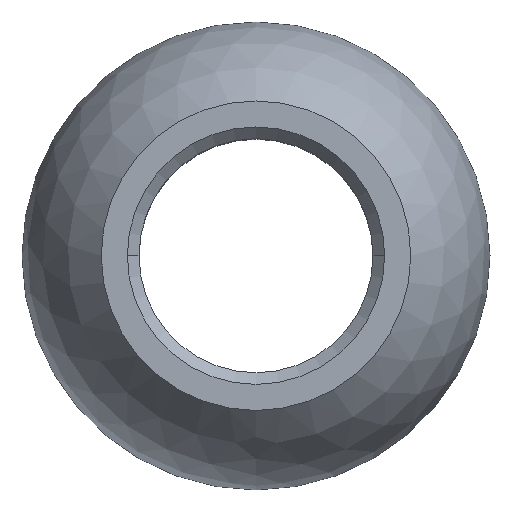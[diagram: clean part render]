
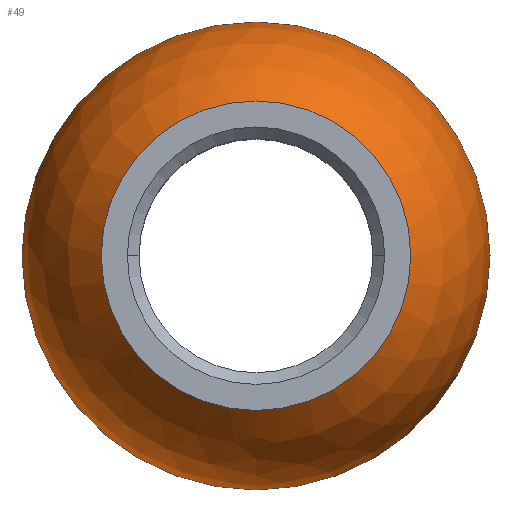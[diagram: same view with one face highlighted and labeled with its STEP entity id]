
A CAD part, top view. The second image highlights one B-rep face of the part: STEP entity #49.
In plain terms, the highlighted spherical face has radius 6.35 mm.
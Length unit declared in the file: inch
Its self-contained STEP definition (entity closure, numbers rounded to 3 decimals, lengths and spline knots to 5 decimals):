
#13 = DIRECTION ( 'NONE',  ( 0., 0., -1. ) ) ;
#16 = AXIS2_PLACEMENT_3D ( 'NONE', #298, #327, #169 ) ;
#22 = DIRECTION ( 'NONE',  ( 0., 0., 1. ) ) ;
#32 = VERTEX_POINT ( 'NONE', #206 ) ;
#34 = FACE_BOUND ( 'NONE', #300, .T. ) ;
#36 = SPHERICAL_SURFACE ( 'NONE', #112, 0.25 ) ;
#49 = ADVANCED_FACE ( 'NONE', ( #286, #34 ), #36, .T. ) ;
#51 = CARTESIAN_POINT ( 'NONE',  ( 0., 0.8125, 0. ) ) ;
#74 = DIRECTION ( 'NONE',  ( 0., 1., 0. ) ) ;
#77 = VERTEX_POINT ( 'NONE', #291 ) ;
#78 = DIRECTION ( 'NONE',  ( 0., 1., 0. ) ) ;
#103 = VERTEX_POINT ( 'NONE', #131 ) ;
#105 = ORIENTED_EDGE ( 'NONE', *, *, #290, .F. ) ;
#106 = CARTESIAN_POINT ( 'NONE',  ( 0., 0.5625, 0.1875 ) ) ;
#109 = DIRECTION ( 'NONE',  ( -1., 0., 0. ) ) ;
#112 = AXIS2_PLACEMENT_3D ( 'NONE', #152, #13, #236 ) ;
#129 = ORIENTED_EDGE ( 'NONE', *, *, #257, .F. ) ;
#131 = CARTESIAN_POINT ( 'NONE',  ( 0., 0.39714, 0.1875 ) ) ;
#132 = AXIS2_PLACEMENT_3D ( 'NONE', #106, #22, #78 ) ;
#136 = EDGE_LOOP ( 'NONE', ( #105, #266 ) ) ;
#152 = CARTESIAN_POINT ( 'NONE',  ( 0., 0.5625, 0. ) ) ;
#160 = CARTESIAN_POINT ( 'NONE',  ( 0., 0.5625, 0.1875 ) ) ;
#169 = DIRECTION ( 'NONE',  ( 1., 0., 0. ) ) ;
#187 = DIRECTION ( 'NONE',  ( 0., 0., 1. ) ) ;
#206 = CARTESIAN_POINT ( 'NONE',  ( 0., 0.3125, 0. ) ) ;
#222 = AXIS2_PLACEMENT_3D ( 'NONE', #160, #187, #74 ) ;
#236 = DIRECTION ( 'NONE',  ( -1., 0., 0. ) ) ;
#257 = EDGE_CURVE ( 'NONE', #103, #77, #328, .T. ) ;
#258 = ORIENTED_EDGE ( 'NONE', *, *, #346, .F. ) ;
#261 = CIRCLE ( 'NONE', #353, 0.25 ) ;
#266 = ORIENTED_EDGE ( 'NONE', *, *, #336, .T. ) ;
#274 = DIRECTION ( 'NONE',  ( 0., 0., -1. ) ) ;
#286 = FACE_OUTER_BOUND ( 'NONE', #136, .T. ) ;
#287 = CIRCLE ( 'NONE', #16, 0.25 ) ;
#290 = EDGE_CURVE ( 'NONE', #304, #32, #261, .T. ) ;
#291 = CARTESIAN_POINT ( 'NONE',  ( 0., 0.72786, 0.1875 ) ) ;
#297 = CIRCLE ( 'NONE', #132, 0.16536 ) ;
#298 = CARTESIAN_POINT ( 'NONE',  ( 0., 0.5625, 0. ) ) ;
#300 = EDGE_LOOP ( 'NONE', ( #258, #129 ) ) ;
#304 = VERTEX_POINT ( 'NONE', #51 ) ;
#327 = DIRECTION ( 'NONE',  ( 0., 0., 1. ) ) ;
#328 = CIRCLE ( 'NONE', #222, 0.16536 ) ;
#333 = CARTESIAN_POINT ( 'NONE',  ( 0., 0.5625, 0. ) ) ;
#336 = EDGE_CURVE ( 'NONE', #304, #32, #287, .T. ) ;
#346 = EDGE_CURVE ( 'NONE', #77, #103, #297, .T. ) ;
#353 = AXIS2_PLACEMENT_3D ( 'NONE', #333, #274, #109 ) ;
